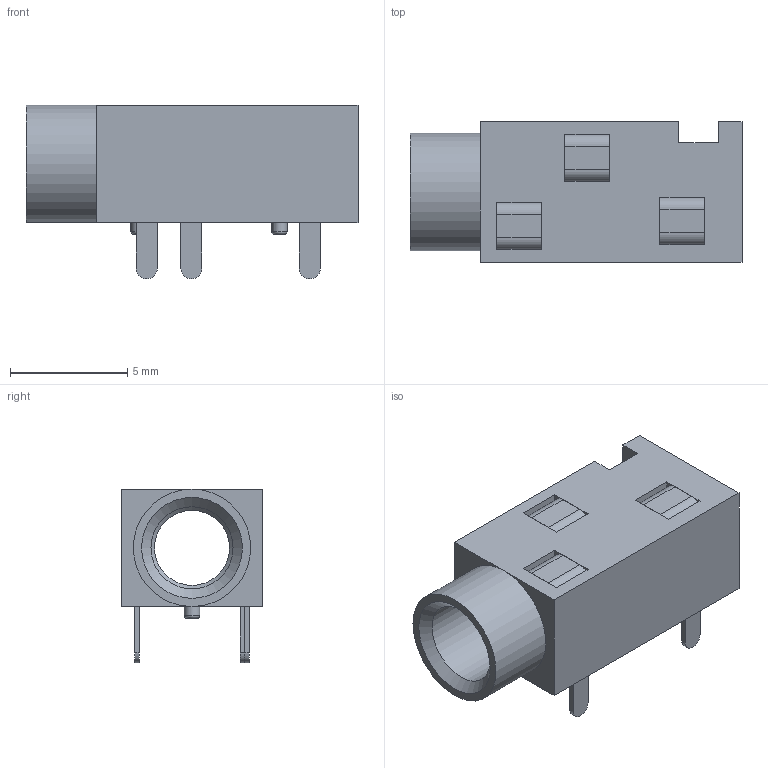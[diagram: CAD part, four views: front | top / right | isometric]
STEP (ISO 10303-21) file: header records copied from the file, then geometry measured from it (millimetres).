
FILE_DESCRIPTION(/* description */ (''),/* implementation_level */ '2;1');
FILE_NAME(/* name */ 'PJ-320.stp',/* time_stamp */ '2022-09-24T14:48:47+03:00',/* author */ ('Mikhail'),/* organization */ (''),/* preprocessor_version */ 'ST-DEVELOPER v18.1',/* originating_system */ 'Autodesk Inventor 2022',/* authorisation */ '');
FILE_SCHEMA (('AUTOMOTIVE_DESIGN { 1 0 10303 214 3 1 1 }'));
Length unit declared in the file: millimetre
Products named in the file (1): PJ-320
Bounding box: 14.15 x 6 x 7.4 mm (x, y, z)
Volume: 250.4 mm3; surface area: 642.6 mm2
Topology: 4 solids, 4 shells, 104 faces, 275 edges, 181 vertices
Faces by surface type: plane 74, cylinder 26, torus 2, cone 2
Full cylindrical faces by diameter (mm): 0.65 x2, 3.2 x1, 3.5 x1, 5 x1
Entity records: 3274 total; most frequent: CARTESIAN_POINT 561, ORIENTED_EDGE 550, DIRECTION 544, EDGE_CURVE 275, LINE 216, VECTOR 216, VERTEX_POINT 181, AXIS2_PLACEMENT_3D 164
